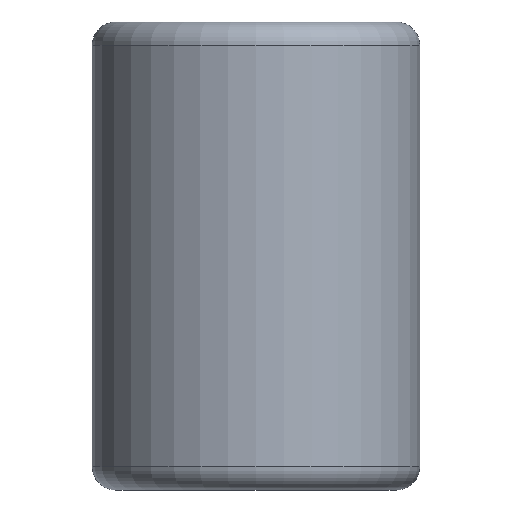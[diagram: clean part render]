
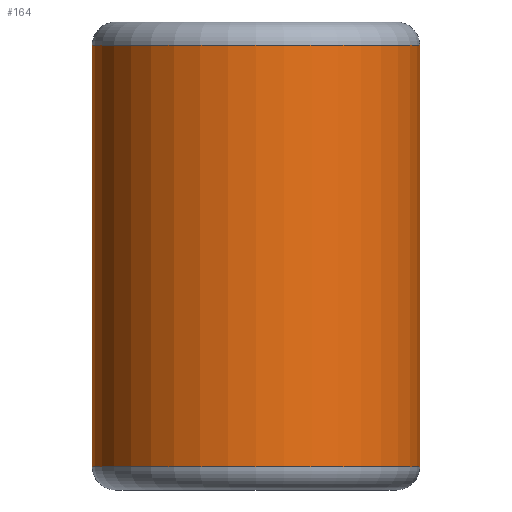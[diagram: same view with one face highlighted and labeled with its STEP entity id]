
A CAD part, front view. The second image highlights one B-rep face of the part: STEP entity #164.
In plain terms, the highlighted cylindrical face has radius 3.5 mm (diameter 7 mm), a full revolution.
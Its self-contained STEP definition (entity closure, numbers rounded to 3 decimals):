
#20=CYLINDRICAL_SURFACE('',#197,3.5);
#40=ORIENTED_EDGE('',*,*,#61,.T.);
#41=ORIENTED_EDGE('',*,*,#65,.F.);
#61=EDGE_CURVE('',#75,#75,#89,.T.);
#65=EDGE_CURVE('',#79,#79,#93,.T.);
#75=VERTEX_POINT('',#278);
#79=VERTEX_POINT('',#289);
#89=CIRCLE('',#189,3.5);
#93=CIRCLE('',#196,3.5);
#110=EDGE_LOOP('',(#40));
#111=EDGE_LOOP('',(#41));
#138=FACE_BOUND('',#110,.T.);
#139=FACE_BOUND('',#111,.T.);
#164=ADVANCED_FACE('',(#138,#139),#20,.T.);
#189=AXIS2_PLACEMENT_3D('',#277,#221,#222);
#196=AXIS2_PLACEMENT_3D('',#288,#235,#236);
#197=AXIS2_PLACEMENT_3D('',#290,#237,#238);
#221=DIRECTION('',(0.,0.,-1.));
#222=DIRECTION('',(-1.,0.,0.));
#235=DIRECTION('',(0.,0.,-1.));
#236=DIRECTION('',(-1.,0.,0.));
#237=DIRECTION('',(0.,0.,-1.));
#238=DIRECTION('',(-1.,0.,0.));
#277=CARTESIAN_POINT('',(0.,0.,4.5));
#278=CARTESIAN_POINT('',(-3.5,0.,4.5));
#288=CARTESIAN_POINT('',(0.,0.,-4.5));
#289=CARTESIAN_POINT('',(-3.5,0.,-4.5));
#290=CARTESIAN_POINT('',(0.,0.,-500.));
